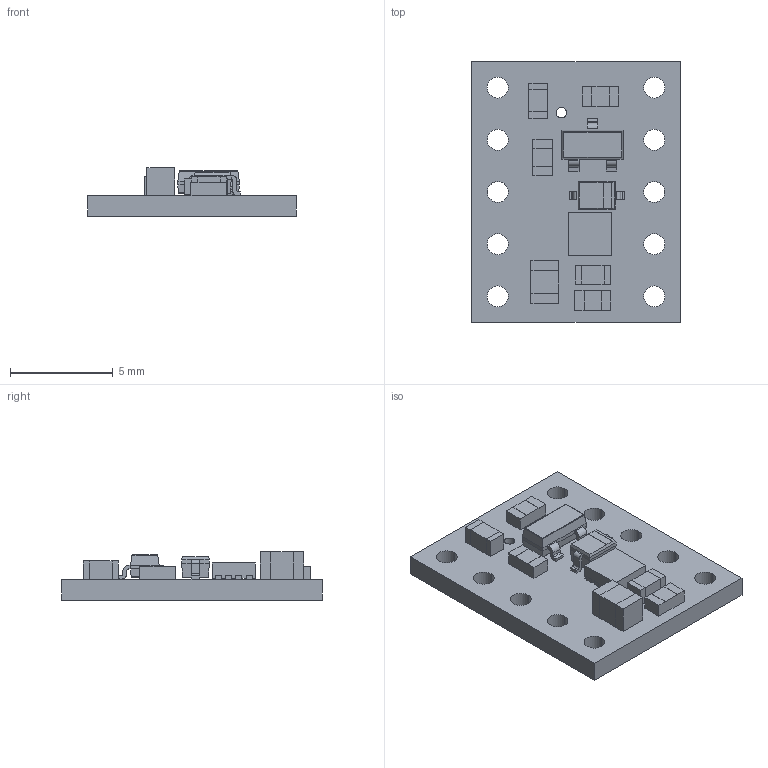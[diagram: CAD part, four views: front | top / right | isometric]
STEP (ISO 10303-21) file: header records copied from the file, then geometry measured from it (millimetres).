
FILE_DESCRIPTION (( 'STEP AP214' ), '1' );
FILE_NAME ('drv8838-single-brushed-dc-motor-driver-carrier.step', '2019-07-05T19:41:53', ( '' ), ( '' ), 'SwSTEP 2.0', 'SolidWorks 2016', '' );
FILE_SCHEMA (( 'AUTOMOTIVE_DESIGN' ));
Length unit declared in the file: millimetre
Products named in the file (1): drv8838-single-brushed-dc-motor-driver-carrier
Bounding box: 10.16 x 12.7 x 2.37 mm (x, y, z)
Volume: 142.9 mm3; surface area: 398.4 mm2
Topology: 1 solids, 1 shells, 591 faces, 1604 edges, 1050 vertices
Faces by surface type: plane 381, bspline 160, cylinder 50
Entity records: 30354 total; most frequent: CARTESIAN_POINT 10064, ORIENTED_EDGE 3208, DIRECTION 2206, EDGE_CURVE 1604, LINE 1174, VECTOR 1174, VERTEX_POINT 1050, EDGE_LOOP 668
